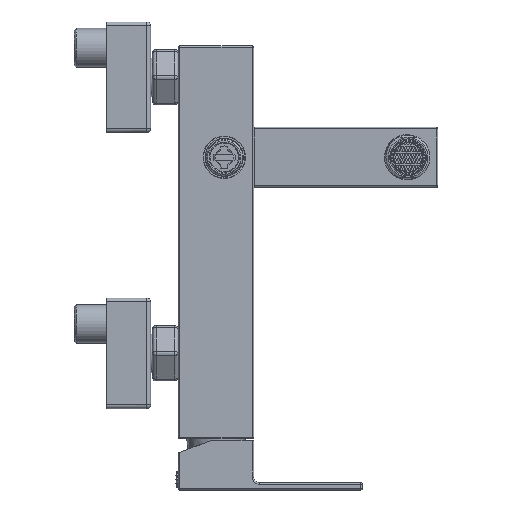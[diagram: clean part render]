
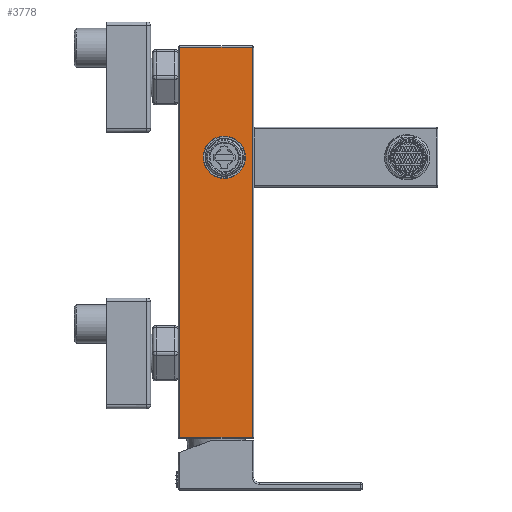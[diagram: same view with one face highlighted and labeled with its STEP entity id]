
A CAD part, front view. The second image highlights one B-rep face of the part: STEP entity #3778.
In plain terms, the highlighted planar face has unit normal (0, -1, 0).
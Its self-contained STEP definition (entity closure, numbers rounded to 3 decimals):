
#668=DIRECTION('',(-1.,0.,0.));
#669=VECTOR('',#668,39.4);
#670=CARTESIAN_POINT('',(19.7,-18.,0.3));
#671=LINE('',#670,#669);
#751=DIRECTION('',(0.,0.,-1.));
#752=VECTOR('',#751,211.9);
#753=CARTESIAN_POINT('',(19.7,-18.,212.2));
#754=LINE('',#753,#752);
#759=CARTESIAN_POINT('',(4.5,-18.,152.5));
#760=DIRECTION('',(0.,1.,0.));
#761=DIRECTION('',(-1.,0.,0.));
#762=AXIS2_PLACEMENT_3D('',#759,#760,#761);
#764=CARTESIAN_POINT('',(4.5,-18.,152.5));
#765=DIRECTION('',(0.,1.,0.));
#766=DIRECTION('',(1.,0.,0.));
#767=AXIS2_PLACEMENT_3D('',#764,#765,#766);
#773=DIRECTION('',(0.,0.,1.));
#774=VECTOR('',#773,211.9);
#775=CARTESIAN_POINT('',(-19.7,-18.,0.3));
#776=LINE('',#775,#774);
#869=DIRECTION('',(1.,0.,0.));
#870=VECTOR('',#869,39.4);
#871=CARTESIAN_POINT('',(-19.7,-18.,212.2));
#872=LINE('',#871,#870);
#2408=CARTESIAN_POINT('',(19.7,-18.,0.3));
#2409=VERTEX_POINT('',#2408);
#2410=CARTESIAN_POINT('',(-19.7,-18.,0.3));
#2411=VERTEX_POINT('',#2410);
#2412=CARTESIAN_POINT('',(-19.7,-18.,212.2));
#2413=VERTEX_POINT('',#2412);
#2417=CARTESIAN_POINT('',(19.7,-18.,212.2));
#2419=VERTEX_POINT('',#2417);
#2754=CARTESIAN_POINT('',(16.,-18.,152.5));
#2756=VERTEX_POINT('',#2754);
#2758=CARTESIAN_POINT('',(-7.,-18.,152.5));
#2760=VERTEX_POINT('',#2758);
#3759=CARTESIAN_POINT('',(-63.,-18.,0.));
#3760=DIRECTION('',(0.,1.,0.));
#3761=DIRECTION('',(0.,0.,1.));
#3762=AXIS2_PLACEMENT_3D('',#3759,#3760,#3761);
#3763=PLANE('',#3762);
#3764=ORIENTED_EDGE('',*,*,#3635,.T.);
#3766=ORIENTED_EDGE('',*,*,#3765,.T.);
#3768=ORIENTED_EDGE('',*,*,#3767,.T.);
#3769=ORIENTED_EDGE('',*,*,#3751,.T.);
#3770=EDGE_LOOP('',(#3764,#3766,#3768,#3769));
#3771=FACE_OUTER_BOUND('',#3770,.F.);
#3773=ORIENTED_EDGE('',*,*,#3772,.F.);
#3775=ORIENTED_EDGE('',*,*,#3774,.F.);
#3776=EDGE_LOOP('',(#3773,#3775));
#3777=FACE_BOUND('',#3776,.F.);
#3778=ADVANCED_FACE('',(#3771,#3777),#3763,.F.);
#763=CIRCLE('',#762,11.5);
#768=CIRCLE('',#767,11.5);
#3635=EDGE_CURVE('',#2409,#2411,#671,.T.);
#3751=EDGE_CURVE('',#2419,#2409,#754,.T.);
#3765=EDGE_CURVE('',#2411,#2413,#776,.T.);
#3767=EDGE_CURVE('',#2413,#2419,#872,.T.);
#3772=EDGE_CURVE('',#2760,#2756,#763,.T.);
#3774=EDGE_CURVE('',#2756,#2760,#768,.T.);
